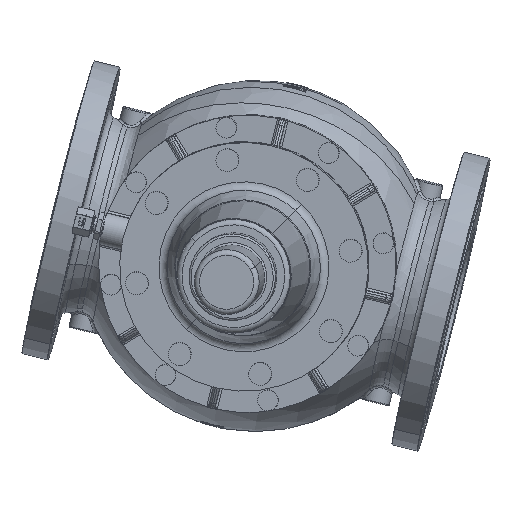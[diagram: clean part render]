
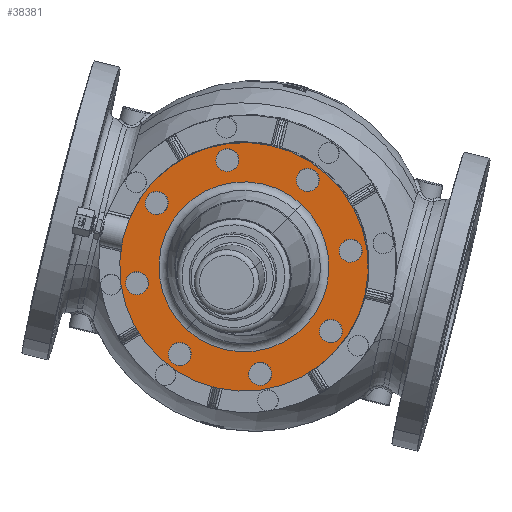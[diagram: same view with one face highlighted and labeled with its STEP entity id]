
A CAD part, top view. The second image highlights one B-rep face of the part: STEP entity #38381.
In plain terms, the highlighted face is planar.
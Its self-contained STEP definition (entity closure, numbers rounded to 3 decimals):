
#38057=CARTESIAN_POINT('Vertex',(55.134,366.,-100.922)) ;
#38060=CARTESIAN_POINT('Axis2P3D Location',(0.,366.,0.)) ;
#38064=CARTESIAN_POINT('Vertex',(-55.134,366.,100.922)) ;
#38085=CARTESIAN_POINT('Axis2P3D Location',(0.,366.,0.)) ;
#38210=CARTESIAN_POINT('Axis2P3D Location',(0.,366.,78.639)) ;
#38219=CARTESIAN_POINT('Axis2P3D Location',(92.388,366.,38.268)) ;
#38223=CARTESIAN_POINT('Vertex',(102.888,366.,38.268)) ;
#38225=CARTESIAN_POINT('Vertex',(81.888,366.,38.268)) ;
#38228=CARTESIAN_POINT('Axis2P3D Location',(92.388,366.,38.268)) ;
#38237=CARTESIAN_POINT('Axis2P3D Location',(0.,366.,0.)) ;
#38241=CARTESIAN_POINT('Vertex',(37.701,366.,-69.012)) ;
#38243=CARTESIAN_POINT('Vertex',(-37.701,366.,69.012)) ;
#38246=CARTESIAN_POINT('Axis2P3D Location',(0.,366.,0.)) ;
#38255=CARTESIAN_POINT('Axis2P3D Location',(38.268,366.,92.388)) ;
#38259=CARTESIAN_POINT('Vertex',(30.844,366.,84.963)) ;
#38261=CARTESIAN_POINT('Vertex',(45.693,366.,99.813)) ;
#38264=CARTESIAN_POINT('Axis2P3D Location',(38.268,366.,92.388)) ;
#38273=CARTESIAN_POINT('Axis2P3D Location',(-38.268,366.,92.388)) ;
#38277=CARTESIAN_POINT('Vertex',(-38.268,366.,81.888)) ;
#38279=CARTESIAN_POINT('Vertex',(-38.268,366.,102.888)) ;
#38282=CARTESIAN_POINT('Axis2P3D Location',(-38.268,366.,92.388)) ;
#38291=CARTESIAN_POINT('Axis2P3D Location',(-92.388,366.,38.268)) ;
#38295=CARTESIAN_POINT('Vertex',(-84.963,366.,30.844)) ;
#38297=CARTESIAN_POINT('Vertex',(-99.813,366.,45.693)) ;
#38300=CARTESIAN_POINT('Axis2P3D Location',(-92.388,366.,38.268)) ;
#38309=CARTESIAN_POINT('Axis2P3D Location',(-92.388,366.,-38.268)) ;
#38313=CARTESIAN_POINT('Vertex',(-81.888,366.,-38.268)) ;
#38315=CARTESIAN_POINT('Vertex',(-102.888,366.,-38.268)) ;
#38318=CARTESIAN_POINT('Axis2P3D Location',(-92.388,366.,-38.268)) ;
#38327=CARTESIAN_POINT('Axis2P3D Location',(-38.268,366.,-92.388)) ;
#38331=CARTESIAN_POINT('Vertex',(-30.844,366.,-84.963)) ;
#38333=CARTESIAN_POINT('Vertex',(-45.693,366.,-99.813)) ;
#38336=CARTESIAN_POINT('Axis2P3D Location',(-38.268,366.,-92.388)) ;
#38345=CARTESIAN_POINT('Axis2P3D Location',(38.268,366.,-92.388)) ;
#38349=CARTESIAN_POINT('Vertex',(38.268,366.,-81.888)) ;
#38351=CARTESIAN_POINT('Vertex',(38.268,366.,-102.888)) ;
#38354=CARTESIAN_POINT('Axis2P3D Location',(38.268,366.,-92.388)) ;
#38363=CARTESIAN_POINT('Axis2P3D Location',(92.388,366.,-38.268)) ;
#38367=CARTESIAN_POINT('Vertex',(84.963,366.,-30.844)) ;
#38369=CARTESIAN_POINT('Vertex',(99.813,366.,-45.693)) ;
#38372=CARTESIAN_POINT('Axis2P3D Location',(92.388,366.,-38.268)) ;
#38061=DIRECTION('Axis2P3D Direction',(0.,-1.,0.)) ;
#38086=DIRECTION('Axis2P3D Direction',(0.,-1.,0.)) ;
#38211=DIRECTION('Axis2P3D Direction',(-0.,-1.,-0.)) ;
#38212=DIRECTION('Axis2P3D XDirection',(-1.,0.,0.)) ;
#38220=DIRECTION('Axis2P3D Direction',(-0.,-1.,-0.)) ;
#38229=DIRECTION('Axis2P3D Direction',(-0.,-1.,-0.)) ;
#38238=DIRECTION('Axis2P3D Direction',(-0.,-1.,-0.)) ;
#38247=DIRECTION('Axis2P3D Direction',(-0.,-1.,-0.)) ;
#38256=DIRECTION('Axis2P3D Direction',(-0.,-1.,-0.)) ;
#38265=DIRECTION('Axis2P3D Direction',(-0.,-1.,-0.)) ;
#38274=DIRECTION('Axis2P3D Direction',(-0.,-1.,-0.)) ;
#38283=DIRECTION('Axis2P3D Direction',(-0.,-1.,-0.)) ;
#38292=DIRECTION('Axis2P3D Direction',(-0.,-1.,-0.)) ;
#38301=DIRECTION('Axis2P3D Direction',(-0.,-1.,-0.)) ;
#38310=DIRECTION('Axis2P3D Direction',(-0.,-1.,-0.)) ;
#38319=DIRECTION('Axis2P3D Direction',(-0.,-1.,-0.)) ;
#38328=DIRECTION('Axis2P3D Direction',(-0.,-1.,-0.)) ;
#38337=DIRECTION('Axis2P3D Direction',(-0.,-1.,-0.)) ;
#38346=DIRECTION('Axis2P3D Direction',(-0.,-1.,-0.)) ;
#38355=DIRECTION('Axis2P3D Direction',(-0.,-1.,-0.)) ;
#38364=DIRECTION('Axis2P3D Direction',(-0.,-1.,-0.)) ;
#38373=DIRECTION('Axis2P3D Direction',(-0.,-1.,-0.)) ;
#38062=AXIS2_PLACEMENT_3D('Circle Axis2P3D',#38060,#38061,$) ;
#38087=AXIS2_PLACEMENT_3D('Circle Axis2P3D',#38085,#38086,$) ;
#38213=AXIS2_PLACEMENT_3D('Plane Axis2P3D',#38210,#38211,#38212) ;
#38221=AXIS2_PLACEMENT_3D('Circle Axis2P3D',#38219,#38220,$) ;
#38230=AXIS2_PLACEMENT_3D('Circle Axis2P3D',#38228,#38229,$) ;
#38239=AXIS2_PLACEMENT_3D('Circle Axis2P3D',#38237,#38238,$) ;
#38248=AXIS2_PLACEMENT_3D('Circle Axis2P3D',#38246,#38247,$) ;
#38257=AXIS2_PLACEMENT_3D('Circle Axis2P3D',#38255,#38256,$) ;
#38266=AXIS2_PLACEMENT_3D('Circle Axis2P3D',#38264,#38265,$) ;
#38275=AXIS2_PLACEMENT_3D('Circle Axis2P3D',#38273,#38274,$) ;
#38284=AXIS2_PLACEMENT_3D('Circle Axis2P3D',#38282,#38283,$) ;
#38293=AXIS2_PLACEMENT_3D('Circle Axis2P3D',#38291,#38292,$) ;
#38302=AXIS2_PLACEMENT_3D('Circle Axis2P3D',#38300,#38301,$) ;
#38311=AXIS2_PLACEMENT_3D('Circle Axis2P3D',#38309,#38310,$) ;
#38320=AXIS2_PLACEMENT_3D('Circle Axis2P3D',#38318,#38319,$) ;
#38329=AXIS2_PLACEMENT_3D('Circle Axis2P3D',#38327,#38328,$) ;
#38338=AXIS2_PLACEMENT_3D('Circle Axis2P3D',#38336,#38337,$) ;
#38347=AXIS2_PLACEMENT_3D('Circle Axis2P3D',#38345,#38346,$) ;
#38356=AXIS2_PLACEMENT_3D('Circle Axis2P3D',#38354,#38355,$) ;
#38365=AXIS2_PLACEMENT_3D('Circle Axis2P3D',#38363,#38364,$) ;
#38374=AXIS2_PLACEMENT_3D('Circle Axis2P3D',#38372,#38373,$) ;
#38216=ORIENTED_EDGE('',*,*,#38089,.F.) ;
#38217=ORIENTED_EDGE('',*,*,#38066,.F.) ;
#38234=ORIENTED_EDGE('',*,*,#38227,.T.) ;
#38235=ORIENTED_EDGE('',*,*,#38232,.T.) ;
#38252=ORIENTED_EDGE('',*,*,#38245,.T.) ;
#38253=ORIENTED_EDGE('',*,*,#38250,.T.) ;
#38270=ORIENTED_EDGE('',*,*,#38263,.T.) ;
#38271=ORIENTED_EDGE('',*,*,#38268,.T.) ;
#38288=ORIENTED_EDGE('',*,*,#38281,.T.) ;
#38289=ORIENTED_EDGE('',*,*,#38286,.T.) ;
#38306=ORIENTED_EDGE('',*,*,#38299,.T.) ;
#38307=ORIENTED_EDGE('',*,*,#38304,.T.) ;
#38324=ORIENTED_EDGE('',*,*,#38317,.T.) ;
#38325=ORIENTED_EDGE('',*,*,#38322,.T.) ;
#38342=ORIENTED_EDGE('',*,*,#38335,.T.) ;
#38343=ORIENTED_EDGE('',*,*,#38340,.T.) ;
#38360=ORIENTED_EDGE('',*,*,#38353,.T.) ;
#38361=ORIENTED_EDGE('',*,*,#38358,.T.) ;
#38378=ORIENTED_EDGE('',*,*,#38371,.T.) ;
#38379=ORIENTED_EDGE('',*,*,#38376,.T.) ;
#38236=FACE_BOUND('',#38233,.T.) ;
#38254=FACE_BOUND('',#38251,.T.) ;
#38272=FACE_BOUND('',#38269,.T.) ;
#38290=FACE_BOUND('',#38287,.T.) ;
#38308=FACE_BOUND('',#38305,.T.) ;
#38326=FACE_BOUND('',#38323,.T.) ;
#38344=FACE_BOUND('',#38341,.T.) ;
#38362=FACE_BOUND('',#38359,.T.) ;
#38380=FACE_BOUND('',#38377,.T.) ;
#38381=ADVANCED_FACE('Brep With Voids',(#38218,#38236,#38254,#38272,#38290,#38308,#38326,#38344,#38362,#38380),#38214,.F.) ;
#38063=CIRCLE('generated circle',#38062,115.) ;
#38088=CIRCLE('generated circle',#38087,115.) ;
#38222=CIRCLE('generated circle',#38221,10.5) ;
#38231=CIRCLE('generated circle',#38230,10.5) ;
#38240=CIRCLE('generated circle',#38239,78.639) ;
#38249=CIRCLE('generated circle',#38248,78.639) ;
#38258=CIRCLE('generated circle',#38257,10.5) ;
#38267=CIRCLE('generated circle',#38266,10.5) ;
#38276=CIRCLE('generated circle',#38275,10.5) ;
#38285=CIRCLE('generated circle',#38284,10.5) ;
#38294=CIRCLE('generated circle',#38293,10.5) ;
#38303=CIRCLE('generated circle',#38302,10.5) ;
#38312=CIRCLE('generated circle',#38311,10.5) ;
#38321=CIRCLE('generated circle',#38320,10.5) ;
#38330=CIRCLE('generated circle',#38329,10.5) ;
#38339=CIRCLE('generated circle',#38338,10.5) ;
#38348=CIRCLE('generated circle',#38347,10.5) ;
#38357=CIRCLE('generated circle',#38356,10.5) ;
#38366=CIRCLE('generated circle',#38365,10.5) ;
#38375=CIRCLE('generated circle',#38374,10.5) ;
#38066=EDGE_CURVE('',#38058,#38065,#38063,.T.) ;
#38089=EDGE_CURVE('',#38065,#38058,#38088,.T.) ;
#38227=EDGE_CURVE('',#38224,#38226,#38222,.T.) ;
#38232=EDGE_CURVE('',#38226,#38224,#38231,.T.) ;
#38245=EDGE_CURVE('',#38242,#38244,#38240,.T.) ;
#38250=EDGE_CURVE('',#38244,#38242,#38249,.T.) ;
#38263=EDGE_CURVE('',#38260,#38262,#38258,.T.) ;
#38268=EDGE_CURVE('',#38262,#38260,#38267,.T.) ;
#38281=EDGE_CURVE('',#38278,#38280,#38276,.T.) ;
#38286=EDGE_CURVE('',#38280,#38278,#38285,.T.) ;
#38299=EDGE_CURVE('',#38296,#38298,#38294,.T.) ;
#38304=EDGE_CURVE('',#38298,#38296,#38303,.T.) ;
#38317=EDGE_CURVE('',#38314,#38316,#38312,.T.) ;
#38322=EDGE_CURVE('',#38316,#38314,#38321,.T.) ;
#38335=EDGE_CURVE('',#38332,#38334,#38330,.T.) ;
#38340=EDGE_CURVE('',#38334,#38332,#38339,.T.) ;
#38353=EDGE_CURVE('',#38350,#38352,#38348,.T.) ;
#38358=EDGE_CURVE('',#38352,#38350,#38357,.T.) ;
#38371=EDGE_CURVE('',#38368,#38370,#38366,.T.) ;
#38376=EDGE_CURVE('',#38370,#38368,#38375,.T.) ;
#38215=EDGE_LOOP('',(#38216,#38217)) ;
#38233=EDGE_LOOP('',(#38234,#38235)) ;
#38251=EDGE_LOOP('',(#38252,#38253)) ;
#38269=EDGE_LOOP('',(#38270,#38271)) ;
#38287=EDGE_LOOP('',(#38288,#38289)) ;
#38305=EDGE_LOOP('',(#38306,#38307)) ;
#38323=EDGE_LOOP('',(#38324,#38325)) ;
#38341=EDGE_LOOP('',(#38342,#38343)) ;
#38359=EDGE_LOOP('',(#38360,#38361)) ;
#38377=EDGE_LOOP('',(#38378,#38379)) ;
#38218=FACE_OUTER_BOUND('',#38215,.T.) ;
#38214=PLANE('',#38213) ;
#38058=VERTEX_POINT('',#38057) ;
#38065=VERTEX_POINT('',#38064) ;
#38224=VERTEX_POINT('',#38223) ;
#38226=VERTEX_POINT('',#38225) ;
#38242=VERTEX_POINT('',#38241) ;
#38244=VERTEX_POINT('',#38243) ;
#38260=VERTEX_POINT('',#38259) ;
#38262=VERTEX_POINT('',#38261) ;
#38278=VERTEX_POINT('',#38277) ;
#38280=VERTEX_POINT('',#38279) ;
#38296=VERTEX_POINT('',#38295) ;
#38298=VERTEX_POINT('',#38297) ;
#38314=VERTEX_POINT('',#38313) ;
#38316=VERTEX_POINT('',#38315) ;
#38332=VERTEX_POINT('',#38331) ;
#38334=VERTEX_POINT('',#38333) ;
#38350=VERTEX_POINT('',#38349) ;
#38352=VERTEX_POINT('',#38351) ;
#38368=VERTEX_POINT('',#38367) ;
#38370=VERTEX_POINT('',#38369) ;
